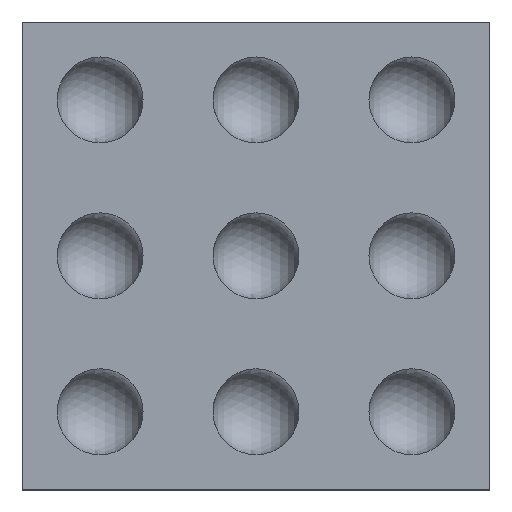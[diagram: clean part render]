
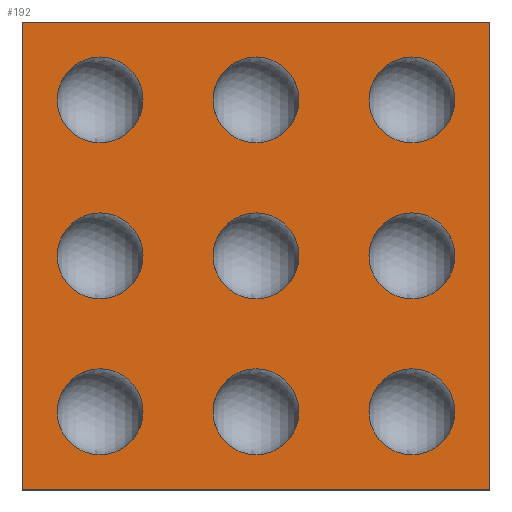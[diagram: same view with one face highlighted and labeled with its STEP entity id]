
A CAD part, top view. The second image highlights one B-rep face of the part: STEP entity #192.
In plain terms, the highlighted planar face has unit normal (0, 0, 1).
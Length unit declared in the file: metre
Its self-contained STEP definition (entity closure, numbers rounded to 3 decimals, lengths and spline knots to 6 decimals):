
#21=CIRCLE('',#221,0.007);
#22=CIRCLE('',#222,0.007);
#23=CIRCLE('',#223,0.007);
#24=CIRCLE('',#224,0.007);
#25=CIRCLE('',#225,0.007);
#26=CIRCLE('',#226,0.007);
#27=CIRCLE('',#227,0.007);
#28=CIRCLE('',#228,0.007);
#29=CIRCLE('',#229,0.007);
#46=ORIENTED_EDGE('',*,*,#84,.F.);
#47=ORIENTED_EDGE('',*,*,#85,.F.);
#48=ORIENTED_EDGE('',*,*,#86,.F.);
#49=ORIENTED_EDGE('',*,*,#87,.F.);
#50=ORIENTED_EDGE('',*,*,#88,.F.);
#51=ORIENTED_EDGE('',*,*,#89,.F.);
#52=ORIENTED_EDGE('',*,*,#90,.F.);
#53=ORIENTED_EDGE('',*,*,#91,.F.);
#54=ORIENTED_EDGE('',*,*,#92,.F.);
#55=ORIENTED_EDGE('',*,*,#74,.F.);
#56=ORIENTED_EDGE('',*,*,#78,.T.);
#57=ORIENTED_EDGE('',*,*,#81,.T.);
#58=ORIENTED_EDGE('',*,*,#83,.F.);
#74=EDGE_CURVE('',#95,#96,#112,.T.);
#78=EDGE_CURVE('',#95,#98,#116,.T.);
#81=EDGE_CURVE('',#98,#100,#119,.T.);
#83=EDGE_CURVE('',#96,#100,#121,.T.);
#84=EDGE_CURVE('',#101,#101,#21,.T.);
#85=EDGE_CURVE('',#102,#102,#22,.T.);
#86=EDGE_CURVE('',#103,#103,#23,.T.);
#87=EDGE_CURVE('',#104,#104,#24,.T.);
#88=EDGE_CURVE('',#105,#105,#25,.T.);
#89=EDGE_CURVE('',#106,#106,#26,.T.);
#90=EDGE_CURVE('',#107,#107,#27,.T.);
#91=EDGE_CURVE('',#108,#108,#28,.T.);
#92=EDGE_CURVE('',#109,#109,#29,.T.);
#95=VERTEX_POINT('',#308);
#96=VERTEX_POINT('',#310);
#98=VERTEX_POINT('',#316);
#100=VERTEX_POINT('',#322);
#101=VERTEX_POINT('',#329);
#102=VERTEX_POINT('',#331);
#103=VERTEX_POINT('',#333);
#104=VERTEX_POINT('',#335);
#105=VERTEX_POINT('',#337);
#106=VERTEX_POINT('',#339);
#107=VERTEX_POINT('',#341);
#108=VERTEX_POINT('',#343);
#109=VERTEX_POINT('',#345);
#112=LINE('',#309,#124);
#116=LINE('',#317,#128);
#119=LINE('',#323,#131);
#121=LINE('',#326,#133);
#124=VECTOR('',#246,1.);
#128=VECTOR('',#252,1.);
#131=VECTOR('',#257,1.);
#133=VECTOR('',#261,1.);
#138=EDGE_LOOP('',(#46));
#139=EDGE_LOOP('',(#47));
#140=EDGE_LOOP('',(#48));
#141=EDGE_LOOP('',(#49));
#142=EDGE_LOOP('',(#50));
#143=EDGE_LOOP('',(#51));
#144=EDGE_LOOP('',(#52));
#145=EDGE_LOOP('',(#53));
#146=EDGE_LOOP('',(#54));
#147=EDGE_LOOP('',(#55,#56,#57,#58));
#162=FACE_BOUND('',#138,.T.);
#163=FACE_BOUND('',#139,.T.);
#164=FACE_BOUND('',#140,.T.);
#165=FACE_BOUND('',#141,.T.);
#166=FACE_BOUND('',#142,.T.);
#167=FACE_BOUND('',#143,.T.);
#168=FACE_BOUND('',#144,.T.);
#169=FACE_BOUND('',#145,.T.);
#170=FACE_BOUND('',#146,.T.);
#171=FACE_BOUND('',#147,.T.);
#186=PLANE('',#220);
#192=ADVANCED_FACE('',(#162,#163,#164,#165,#166,#167,#168,#169,#170,#171),
#186,.T.);
#220=AXIS2_PLACEMENT_3D('',#327,#262,#263);
#221=AXIS2_PLACEMENT_3D('',#328,#264,#265);
#222=AXIS2_PLACEMENT_3D('',#330,#266,#267);
#223=AXIS2_PLACEMENT_3D('',#332,#268,#269);
#224=AXIS2_PLACEMENT_3D('',#334,#270,#271);
#225=AXIS2_PLACEMENT_3D('',#336,#272,#273);
#226=AXIS2_PLACEMENT_3D('',#338,#274,#275);
#227=AXIS2_PLACEMENT_3D('',#340,#276,#277);
#228=AXIS2_PLACEMENT_3D('',#342,#278,#279);
#229=AXIS2_PLACEMENT_3D('',#344,#280,#281);
#246=DIRECTION('',(0.,-1.,0.));
#252=DIRECTION('',(-1.,0.,0.));
#257=DIRECTION('',(0.,-1.,0.));
#261=DIRECTION('',(-1.,0.,0.));
#262=DIRECTION('',(0.,0.,1.));
#263=DIRECTION('',(1.,0.,0.));
#264=DIRECTION('',(0.,0.,1.));
#265=DIRECTION('',(1.,0.,0.));
#266=DIRECTION('',(0.,0.,1.));
#267=DIRECTION('',(1.,0.,0.));
#268=DIRECTION('',(0.,0.,1.));
#269=DIRECTION('',(1.,0.,0.));
#270=DIRECTION('',(0.,0.,1.));
#271=DIRECTION('',(1.,0.,0.));
#272=DIRECTION('',(0.,0.,1.));
#273=DIRECTION('',(1.,0.,0.));
#274=DIRECTION('',(0.,0.,1.));
#275=DIRECTION('',(1.,0.,0.));
#276=DIRECTION('',(0.,0.,1.));
#277=DIRECTION('',(1.,0.,0.));
#278=DIRECTION('',(0.,0.,1.));
#279=DIRECTION('',(1.,0.,0.));
#280=DIRECTION('',(0.,0.,1.));
#281=DIRECTION('',(1.,0.,0.));
#308=CARTESIAN_POINT('',(0.0381,0.0381,0.02921));
#309=CARTESIAN_POINT('',(0.0381,0.,0.02921));
#310=CARTESIAN_POINT('',(0.0381,-0.0381,0.02921));
#316=CARTESIAN_POINT('',(-0.0381,0.0381,0.02921));
#317=CARTESIAN_POINT('',(0.,0.0381,0.02921));
#322=CARTESIAN_POINT('',(-0.0381,-0.0381,0.02921));
#323=CARTESIAN_POINT('',(-0.0381,0.,0.02921));
#326=CARTESIAN_POINT('',(0.,-0.0381,0.02921));
#327=CARTESIAN_POINT('',(0.,0.,0.02921));
#328=CARTESIAN_POINT('',(0.0254,-0.0254,0.02921));
#329=CARTESIAN_POINT('',(0.0324,-0.0254,0.02921));
#330=CARTESIAN_POINT('',(0.,-0.0254,0.02921));
#331=CARTESIAN_POINT('',(0.007,-0.0254,0.02921));
#332=CARTESIAN_POINT('',(-0.0254,-0.0254,0.02921));
#333=CARTESIAN_POINT('',(-0.0184,-0.0254,0.02921));
#334=CARTESIAN_POINT('',(0.0254,0.,0.02921));
#335=CARTESIAN_POINT('',(0.0324,0.,0.02921));
#336=CARTESIAN_POINT('',(0.,0.,0.02921));
#337=CARTESIAN_POINT('',(0.007,0.,0.02921));
#338=CARTESIAN_POINT('',(-0.0254,0.,0.02921));
#339=CARTESIAN_POINT('',(-0.0184,0.,0.02921));
#340=CARTESIAN_POINT('',(0.0254,0.0254,0.02921));
#341=CARTESIAN_POINT('',(0.0324,0.0254,0.02921));
#342=CARTESIAN_POINT('',(0.,0.0254,0.02921));
#343=CARTESIAN_POINT('',(0.007,0.0254,0.02921));
#344=CARTESIAN_POINT('',(-0.0254,0.0254,0.02921));
#345=CARTESIAN_POINT('',(-0.0184,0.0254,0.02921));
